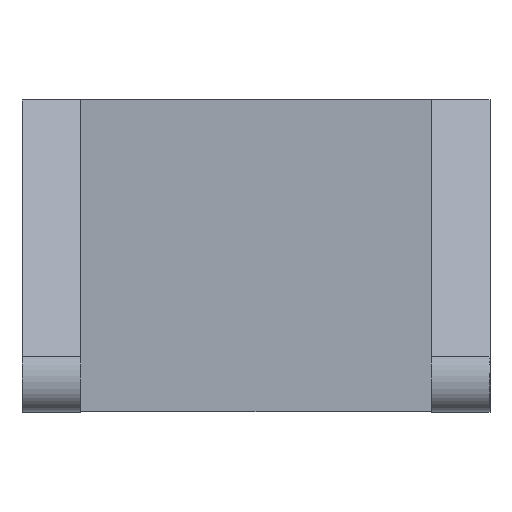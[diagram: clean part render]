
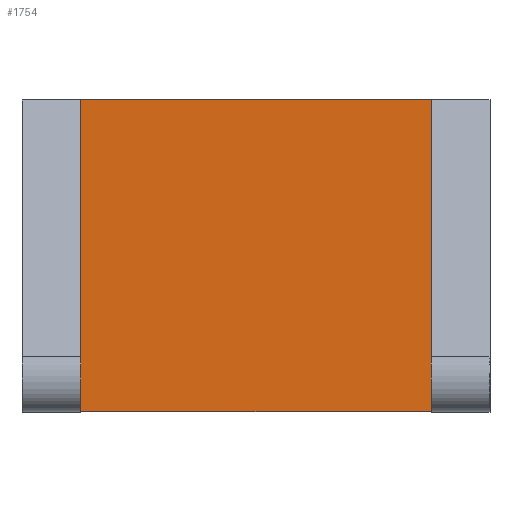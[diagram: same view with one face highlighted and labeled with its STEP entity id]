
A CAD part, front view. The second image highlights one B-rep face of the part: STEP entity #1754.
In plain terms, the highlighted planar face has unit normal (0, 1, 0).
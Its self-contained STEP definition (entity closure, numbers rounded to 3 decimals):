
#1754 = ADVANCED_FACE('',(#1755),#1768,.T.);
#1755 = FACE_BOUND('',#1756,.T.);
#1756 = EDGE_LOOP('',(#1757,#1778,#1792,#1806));
#1757 = ORIENTED_EDGE('',*,*,#1758,.T.);
#1758 = EDGE_CURVE('',#1759,#1761,#1763,.T.);
#1759 = VERTEX_POINT('',#1760);
#1760 = CARTESIAN_POINT('',(44.995,-3.,0.));
#1761 = VERTEX_POINT('',#1762);
#1762 = CARTESIAN_POINT('',(-44.995,-3.,0.));
#1763 = SURFACE_CURVE('',#1764,(#1767),.PCURVE_S1.);
#1764 = B_SPLINE_CURVE_WITH_KNOTS('',1,(#1765,#1766),.UNSPECIFIED.,.F.,
  .F.,(2,2),(0.,1.),.PIECEWISE_BEZIER_KNOTS.);
#1765 = CARTESIAN_POINT('',(44.995,-3.,0.));
#1766 = CARTESIAN_POINT('',(-44.995,-3.,0.));
#1767 = PCURVE('',#1768,#1773);
#1768 = PLANE('',#1769);
#1769 = AXIS2_PLACEMENT_3D('',#1770,#1771,#1772);
#1770 = CARTESIAN_POINT('',(0.,-3.,
    40.));
#1771 = DIRECTION('',(0.,1.,0.));
#1772 = DIRECTION('',(0.,0.,-1.));
#1773 = DEFINITIONAL_REPRESENTATION('',(#1774),#1777);
#1774 = B_SPLINE_CURVE_WITH_KNOTS('',1,(#1775,#1776),.UNSPECIFIED.,.F.,
  .F.,(2,2),(0.,1.),.PIECEWISE_BEZIER_KNOTS.);
#1775 = CARTESIAN_POINT('',(40.,-44.995));
#1776 = CARTESIAN_POINT('',(40.,44.995));
#1777 = ( GEOMETRIC_REPRESENTATION_CONTEXT(2) 
PARAMETRIC_REPRESENTATION_CONTEXT() REPRESENTATION_CONTEXT('2D SPACE',''
  ) );
#1778 = ORIENTED_EDGE('',*,*,#1779,.T.);
#1779 = EDGE_CURVE('',#1761,#1780,#1782,.T.);
#1780 = VERTEX_POINT('',#1781);
#1781 = CARTESIAN_POINT('',(-44.995,-3.,
    80.));
#1782 = SURFACE_CURVE('',#1783,(#1786),.PCURVE_S1.);
#1783 = B_SPLINE_CURVE_WITH_KNOTS('',1,(#1784,#1785),.UNSPECIFIED.,.F.,
  .F.,(2,2),(0.,1.),.PIECEWISE_BEZIER_KNOTS.);
#1784 = CARTESIAN_POINT('',(-44.995,-3.,0.));
#1785 = CARTESIAN_POINT('',(-44.995,-3.,
    80.));
#1786 = PCURVE('',#1768,#1787);
#1787 = DEFINITIONAL_REPRESENTATION('',(#1788),#1791);
#1788 = B_SPLINE_CURVE_WITH_KNOTS('',1,(#1789,#1790),.UNSPECIFIED.,.F.,
  .F.,(2,2),(0.,1.),.PIECEWISE_BEZIER_KNOTS.);
#1789 = CARTESIAN_POINT('',(40.,44.995));
#1790 = CARTESIAN_POINT('',(-40.,44.995));
#1791 = ( GEOMETRIC_REPRESENTATION_CONTEXT(2) 
PARAMETRIC_REPRESENTATION_CONTEXT() REPRESENTATION_CONTEXT('2D SPACE',''
  ) );
#1792 = ORIENTED_EDGE('',*,*,#1793,.T.);
#1793 = EDGE_CURVE('',#1780,#1794,#1796,.T.);
#1794 = VERTEX_POINT('',#1795);
#1795 = CARTESIAN_POINT('',(44.995,-3.,
    80.));
#1796 = SURFACE_CURVE('',#1797,(#1800),.PCURVE_S1.);
#1797 = B_SPLINE_CURVE_WITH_KNOTS('',1,(#1798,#1799),.UNSPECIFIED.,.F.,
  .F.,(2,2),(0.,1.),.PIECEWISE_BEZIER_KNOTS.);
#1798 = CARTESIAN_POINT('',(-44.995,-3.,
    80.));
#1799 = CARTESIAN_POINT('',(44.995,-3.,
    80.));
#1800 = PCURVE('',#1768,#1801);
#1801 = DEFINITIONAL_REPRESENTATION('',(#1802),#1805);
#1802 = B_SPLINE_CURVE_WITH_KNOTS('',1,(#1803,#1804),.UNSPECIFIED.,.F.,
  .F.,(2,2),(0.,1.),.PIECEWISE_BEZIER_KNOTS.);
#1803 = CARTESIAN_POINT('',(-40.,44.995));
#1804 = CARTESIAN_POINT('',(-40.,-44.995));
#1805 = ( GEOMETRIC_REPRESENTATION_CONTEXT(2) 
PARAMETRIC_REPRESENTATION_CONTEXT() REPRESENTATION_CONTEXT('2D SPACE',''
  ) );
#1806 = ORIENTED_EDGE('',*,*,#1807,.T.);
#1807 = EDGE_CURVE('',#1794,#1759,#1808,.T.);
#1808 = SURFACE_CURVE('',#1809,(#1812),.PCURVE_S1.);
#1809 = B_SPLINE_CURVE_WITH_KNOTS('',1,(#1810,#1811),.UNSPECIFIED.,.F.,
  .F.,(2,2),(0.,1.),.PIECEWISE_BEZIER_KNOTS.);
#1810 = CARTESIAN_POINT('',(44.995,-3.,
    80.));
#1811 = CARTESIAN_POINT('',(44.995,-3.,0.));
#1812 = PCURVE('',#1768,#1813);
#1813 = DEFINITIONAL_REPRESENTATION('',(#1814),#1817);
#1814 = B_SPLINE_CURVE_WITH_KNOTS('',1,(#1815,#1816),.UNSPECIFIED.,.F.,
  .F.,(2,2),(0.,1.),.PIECEWISE_BEZIER_KNOTS.);
#1815 = CARTESIAN_POINT('',(-40.,-44.995));
#1816 = CARTESIAN_POINT('',(40.,-44.995));
#1817 = ( GEOMETRIC_REPRESENTATION_CONTEXT(2) 
PARAMETRIC_REPRESENTATION_CONTEXT() REPRESENTATION_CONTEXT('2D SPACE',''
  ) );
